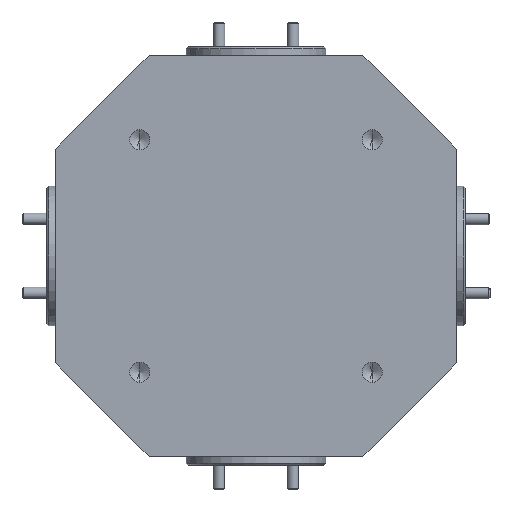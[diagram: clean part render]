
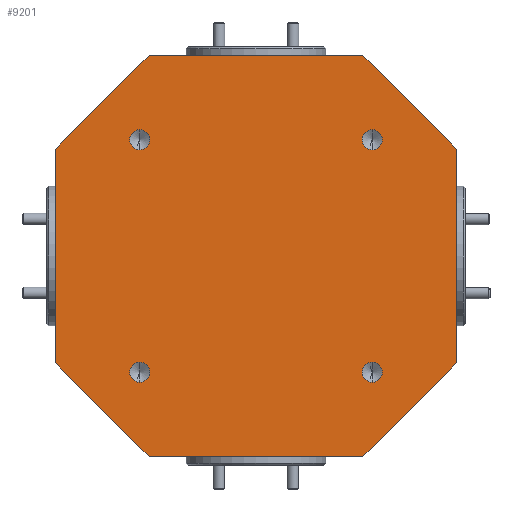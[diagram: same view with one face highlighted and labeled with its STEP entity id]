
A CAD part, front view. The second image highlights one B-rep face of the part: STEP entity #9201.
In plain terms, the highlighted planar face has unit normal (0, -1, 0).
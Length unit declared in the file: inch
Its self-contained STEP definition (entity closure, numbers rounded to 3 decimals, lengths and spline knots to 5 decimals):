
#184 = VERTEX_POINT ( 'NONE', #987 ) ;
#189 = CARTESIAN_POINT ( 'NONE',  ( -1.075, 0., -1.075 ) ) ;
#217 = CIRCLE ( 'NONE', #5842, 0.05325 ) ;
#307 = ORIENTED_EDGE ( 'NONE', *, *, #2034, .F. ) ;
#334 = EDGE_CURVE ( 'NONE', #8252, #2240, #408, .T. ) ;
#379 = VERTEX_POINT ( 'NONE', #7674 ) ;
#408 = LINE ( 'NONE', #2161, #2576 ) ;
#535 = DIRECTION ( 'NONE',  ( 0., 0., -1. ) ) ;
#540 = VECTOR ( 'NONE', #8446, 39.37008 ) ;
#644 = CARTESIAN_POINT ( 'NONE',  ( -0.625, 0., -0.67825 ) ) ;
#648 = AXIS2_PLACEMENT_3D ( 'NONE', #1560, #1508, #535 ) ;
#759 = CARTESIAN_POINT ( 'NONE',  ( -0.625, 0., -0.57175 ) ) ;
#815 = ORIENTED_EDGE ( 'NONE', *, *, #1350, .F. ) ;
#828 = CARTESIAN_POINT ( 'NONE',  ( -1.075, 0., 1.075 ) ) ;
#980 = DIRECTION ( 'NONE',  ( 0., -1., 0. ) ) ;
#983 = DIRECTION ( 'NONE',  ( -1., 0., 0. ) ) ;
#987 = CARTESIAN_POINT ( 'NONE',  ( -1.075, 0., -0.575 ) ) ;
#1000 = DIRECTION ( 'NONE',  ( 0., -1., 0. ) ) ;
#1048 = CARTESIAN_POINT ( 'NONE',  ( -0.625, 0., 0.625 ) ) ;
#1064 = VERTEX_POINT ( 'NONE', #8901 ) ;
#1146 = VERTEX_POINT ( 'NONE', #6623 ) ;
#1237 = DIRECTION ( 'NONE',  ( 0., -1., 0. ) ) ;
#1301 = EDGE_LOOP ( 'NONE', ( #7963, #6379 ) ) ;
#1350 = EDGE_CURVE ( 'NONE', #9163, #379, #8601, .T. ) ;
#1508 = DIRECTION ( 'NONE',  ( 0., -1., 0. ) ) ;
#1518 = EDGE_CURVE ( 'NONE', #2510, #9819, #6933, .T. ) ;
#1560 = CARTESIAN_POINT ( 'NONE',  ( 0.625, 0., 0.625 ) ) ;
#1593 = CARTESIAN_POINT ( 'NONE',  ( 0.625, 0., 0.67825 ) ) ;
#1771 = DIRECTION ( 'NONE',  ( -0.707, 0., 0.707 ) ) ;
#1829 = DIRECTION ( 'NONE',  ( 0., -1., 0. ) ) ;
#1869 = EDGE_CURVE ( 'NONE', #9163, #2240, #2612, .T. ) ;
#1937 = VECTOR ( 'NONE', #7668, 39.37008 ) ;
#1999 = DIRECTION ( 'NONE',  ( 0., 0., -1. ) ) ;
#2003 = AXIS2_PLACEMENT_3D ( 'NONE', #2852, #9797, #1999 ) ;
#2014 = EDGE_CURVE ( 'NONE', #6421, #9052, #217, .T. ) ;
#2034 = EDGE_CURVE ( 'NONE', #3015, #4067, #3285, .T. ) ;
#2152 = DIRECTION ( 'NONE',  ( 0., 0., -1. ) ) ;
#2161 = CARTESIAN_POINT ( 'NONE',  ( -1.075, 0., 1.075 ) ) ;
#2240 = VERTEX_POINT ( 'NONE', #8693 ) ;
#2419 = LINE ( 'NONE', #9189, #1937 ) ;
#2510 = VERTEX_POINT ( 'NONE', #759 ) ;
#2521 = EDGE_LOOP ( 'NONE', ( #4195, #3922 ) ) ;
#2563 = EDGE_LOOP ( 'NONE', ( #8923, #7683 ) ) ;
#2576 = VECTOR ( 'NONE', #7408, 39.37008 ) ;
#2612 = LINE ( 'NONE', #6212, #8739 ) ;
#2679 = CIRCLE ( 'NONE', #4089, 0.05325 ) ;
#2735 = CARTESIAN_POINT ( 'NONE',  ( -0.625, 0., -0.625 ) ) ;
#2736 = CIRCLE ( 'NONE', #10556, 0.05325 ) ;
#2852 = CARTESIAN_POINT ( 'NONE',  ( -0.625, 0., -0.625 ) ) ;
#2871 = LINE ( 'NONE', #8793, #5658 ) ;
#2885 = ORIENTED_EDGE ( 'NONE', *, *, #6677, .F. ) ;
#2996 = CARTESIAN_POINT ( 'NONE',  ( 0., 0., 0. ) ) ;
#3015 = VERTEX_POINT ( 'NONE', #6208 ) ;
#3285 = CIRCLE ( 'NONE', #9098, 0.05325 ) ;
#3428 = CIRCLE ( 'NONE', #9625, 0.05325 ) ;
#3459 = ORIENTED_EDGE ( 'NONE', *, *, #4867, .F. ) ;
#3480 = DIRECTION ( 'NONE',  ( 0., 0., -1. ) ) ;
#3525 = DIRECTION ( 'NONE',  ( 0., 0., -1. ) ) ;
#3817 = CARTESIAN_POINT ( 'NONE',  ( -0.575, 0., -1.075 ) ) ;
#3848 = DIRECTION ( 'NONE',  ( 0., -1., 0. ) ) ;
#3891 = CARTESIAN_POINT ( 'NONE',  ( -0.575, 0., 1.075 ) ) ;
#3922 = ORIENTED_EDGE ( 'NONE', *, *, #7663, .F. ) ;
#3991 = CIRCLE ( 'NONE', #5102, 0.05325 ) ;
#4067 = VERTEX_POINT ( 'NONE', #8598 ) ;
#4089 = AXIS2_PLACEMENT_3D ( 'NONE', #9593, #1000, #8732 ) ;
#4195 = ORIENTED_EDGE ( 'NONE', *, *, #6003, .F. ) ;
#4375 = ORIENTED_EDGE ( 'NONE', *, *, #8285, .T. ) ;
#4599 = CARTESIAN_POINT ( 'NONE',  ( 0.625, 0., -0.625 ) ) ;
#4710 = CARTESIAN_POINT ( 'NONE',  ( -0.625, 0., 0.625 ) ) ;
#4721 = EDGE_CURVE ( 'NONE', #184, #9956, #7541, .T. ) ;
#4811 = FACE_BOUND ( 'NONE', #8711, .T. ) ;
#4867 = EDGE_CURVE ( 'NONE', #4067, #3015, #2679, .T. ) ;
#4874 = CARTESIAN_POINT ( 'NONE',  ( -0.825, 0., 0.825 ) ) ;
#4926 = LINE ( 'NONE', #4874, #540 ) ;
#5102 = AXIS2_PLACEMENT_3D ( 'NONE', #2735, #980, #3525 ) ;
#5306 = DIRECTION ( 'NONE',  ( 0., 0., -1. ) ) ;
#5466 = DIRECTION ( 'NONE',  ( 0., 0., -1. ) ) ;
#5527 = EDGE_CURVE ( 'NONE', #1146, #379, #2419, .T. ) ;
#5564 = FACE_BOUND ( 'NONE', #2521, .T. ) ;
#5658 = VECTOR ( 'NONE', #9655, 39.37008 ) ;
#5701 = ORIENTED_EDGE ( 'NONE', *, *, #334, .F. ) ;
#5736 = FACE_BOUND ( 'NONE', #2563, .T. ) ;
#5842 = AXIS2_PLACEMENT_3D ( 'NONE', #4710, #3848, #5466 ) ;
#6003 = EDGE_CURVE ( 'NONE', #1064, #10864, #7381, .T. ) ;
#6161 = CARTESIAN_POINT ( 'NONE',  ( 0.625, 0., 0.625 ) ) ;
#6183 = AXIS2_PLACEMENT_3D ( 'NONE', #2996, #1237, #9940 ) ;
#6208 = CARTESIAN_POINT ( 'NONE',  ( 0.625, 0., -0.57175 ) ) ;
#6212 = CARTESIAN_POINT ( 'NONE',  ( 0.825, 0., 0.825 ) ) ;
#6220 = LINE ( 'NONE', #189, #11037 ) ;
#6312 = VERTEX_POINT ( 'NONE', #3817 ) ;
#6379 = ORIENTED_EDGE ( 'NONE', *, *, #1518, .F. ) ;
#6421 = VERTEX_POINT ( 'NONE', #9160 ) ;
#6484 = DIRECTION ( 'NONE',  ( 0., -1., 0. ) ) ;
#6623 = CARTESIAN_POINT ( 'NONE',  ( 0.575, 0., -1.075 ) ) ;
#6677 = EDGE_CURVE ( 'NONE', #1146, #6312, #6220, .T. ) ;
#6798 = CARTESIAN_POINT ( 'NONE',  ( 1.075, 0., 1.075 ) ) ;
#6838 = EDGE_LOOP ( 'NONE', ( #815, #10785, #5701, #4375, #10167, #10920, #2885, #7186 ) ) ;
#6933 = CIRCLE ( 'NONE', #2003, 0.05325 ) ;
#7186 = ORIENTED_EDGE ( 'NONE', *, *, #5527, .T. ) ;
#7381 = CIRCLE ( 'NONE', #648, 0.05325 ) ;
#7408 = DIRECTION ( 'NONE',  ( 1., 0., 0. ) ) ;
#7497 = CARTESIAN_POINT ( 'NONE',  ( 1.075, 0., 0.575 ) ) ;
#7541 = LINE ( 'NONE', #828, #8669 ) ;
#7648 = EDGE_CURVE ( 'NONE', #9819, #2510, #3991, .T. ) ;
#7663 = EDGE_CURVE ( 'NONE', #10864, #1064, #2736, .T. ) ;
#7668 = DIRECTION ( 'NONE',  ( 0.707, 0., 0.707 ) ) ;
#7674 = CARTESIAN_POINT ( 'NONE',  ( 1.075, 0., -0.575 ) ) ;
#7683 = ORIENTED_EDGE ( 'NONE', *, *, #2014, .F. ) ;
#7963 = ORIENTED_EDGE ( 'NONE', *, *, #7648, .F. ) ;
#8174 = FACE_OUTER_BOUND ( 'NONE', #6838, .T. ) ;
#8252 = VERTEX_POINT ( 'NONE', #3891 ) ;
#8285 = EDGE_CURVE ( 'NONE', #8252, #9956, #4926, .T. ) ;
#8446 = DIRECTION ( 'NONE',  ( -0.707, 0., -0.707 ) ) ;
#8598 = CARTESIAN_POINT ( 'NONE',  ( 0.625, 0., -0.67825 ) ) ;
#8601 = LINE ( 'NONE', #6798, #9260 ) ;
#8669 = VECTOR ( 'NONE', #11016, 39.37008 ) ;
#8693 = CARTESIAN_POINT ( 'NONE',  ( 0.575, 0., 1.075 ) ) ;
#8711 = EDGE_LOOP ( 'NONE', ( #3459, #307 ) ) ;
#8732 = DIRECTION ( 'NONE',  ( 0., 0., -1. ) ) ;
#8739 = VECTOR ( 'NONE', #1771, 39.37008 ) ;
#8793 = CARTESIAN_POINT ( 'NONE',  ( -0.825, 0., -0.825 ) ) ;
#8901 = CARTESIAN_POINT ( 'NONE',  ( 0.625, 0., 0.57175 ) ) ;
#8923 = ORIENTED_EDGE ( 'NONE', *, *, #9074, .F. ) ;
#9024 = PLANE ( 'NONE',  #6183 ) ;
#9052 = VERTEX_POINT ( 'NONE', #9142 ) ;
#9074 = EDGE_CURVE ( 'NONE', #9052, #6421, #3428, .T. ) ;
#9098 = AXIS2_PLACEMENT_3D ( 'NONE', #4599, #6484, #9884 ) ;
#9142 = CARTESIAN_POINT ( 'NONE',  ( -0.625, 0., 0.57175 ) ) ;
#9160 = CARTESIAN_POINT ( 'NONE',  ( -0.625, 0., 0.67825 ) ) ;
#9163 = VERTEX_POINT ( 'NONE', #7497 ) ;
#9189 = CARTESIAN_POINT ( 'NONE',  ( 0.825, 0., -0.825 ) ) ;
#9190 = FACE_BOUND ( 'NONE', #1301, .T. ) ;
#9201 = ADVANCED_FACE ( 'NONE', ( #4811, #9190, #5736, #5564, #8174 ), #9024, .T. ) ;
#9260 = VECTOR ( 'NONE', #3480, 39.37008 ) ;
#9506 = EDGE_CURVE ( 'NONE', #184, #6312, #2871, .T. ) ;
#9593 = CARTESIAN_POINT ( 'NONE',  ( 0.625, 0., -0.625 ) ) ;
#9625 = AXIS2_PLACEMENT_3D ( 'NONE', #1048, #9955, #2152 ) ;
#9655 = DIRECTION ( 'NONE',  ( 0.707, 0., -0.707 ) ) ;
#9797 = DIRECTION ( 'NONE',  ( 0., -1., 0. ) ) ;
#9819 = VERTEX_POINT ( 'NONE', #644 ) ;
#9884 = DIRECTION ( 'NONE',  ( 0., 0., -1. ) ) ;
#9940 = DIRECTION ( 'NONE',  ( 0., 0., -1. ) ) ;
#9955 = DIRECTION ( 'NONE',  ( 0., -1., 0. ) ) ;
#9956 = VERTEX_POINT ( 'NONE', #10554 ) ;
#10167 = ORIENTED_EDGE ( 'NONE', *, *, #4721, .F. ) ;
#10554 = CARTESIAN_POINT ( 'NONE',  ( -1.075, 0., 0.575 ) ) ;
#10556 = AXIS2_PLACEMENT_3D ( 'NONE', #6161, #1829, #5306 ) ;
#10785 = ORIENTED_EDGE ( 'NONE', *, *, #1869, .T. ) ;
#10864 = VERTEX_POINT ( 'NONE', #1593 ) ;
#10920 = ORIENTED_EDGE ( 'NONE', *, *, #9506, .T. ) ;
#11016 = DIRECTION ( 'NONE',  ( 0., 0., 1. ) ) ;
#11037 = VECTOR ( 'NONE', #983, 39.37008 ) ;
